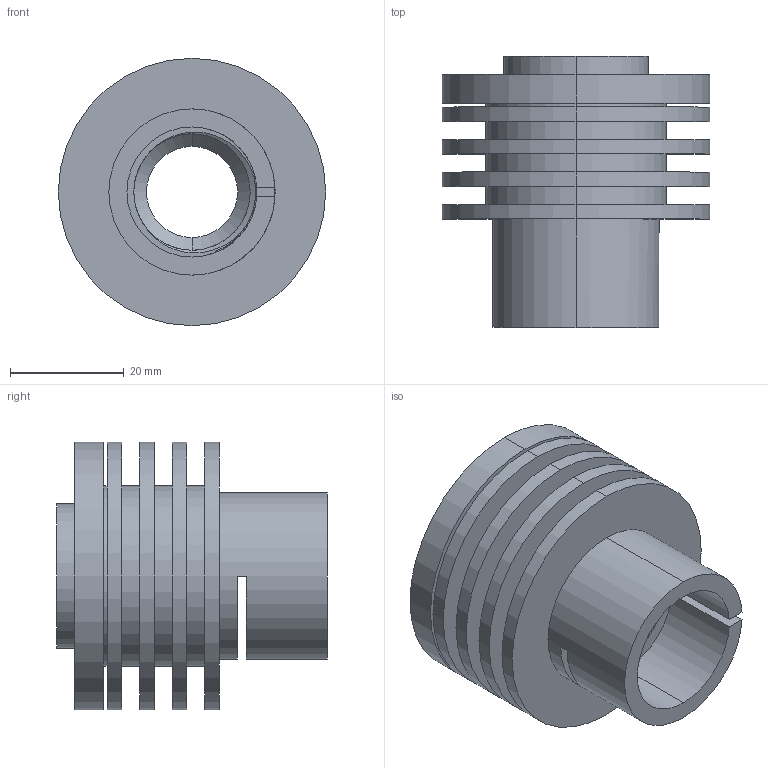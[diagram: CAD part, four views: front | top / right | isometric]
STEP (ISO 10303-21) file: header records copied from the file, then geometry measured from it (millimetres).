
FILE_DESCRIPTION (( 'STEP AP203' ), '1' );
FILE_NAME ('[12001] upper barrel_rev02.STEP', '2017-08-16T17:23:49', ( '' ), ( '' ), 'SwSTEP 2.0', 'SolidWorks 2016', '' );
FILE_SCHEMA (( 'CONFIG_CONTROL_DESIGN' ));
Length unit declared in the file: inch
Products named in the file (1): [12001] upper barrel_rev02
Bounding box: 46.99 x 47.62 x 46.99 mm (x, y, z)
Volume: 32441.1 mm3; surface area: 19673.4 mm2
Topology: 1 solids, 1 shells, 75 faces, 185 edges, 122 vertices
Faces by surface type: cylinder 51, plane 19, bspline 3, cone 2
Entity records: 4023 total; most frequent: CARTESIAN_POINT 2185, DIRECTION 372, ORIENTED_EDGE 370, EDGE_CURVE 185, AXIS2_PLACEMENT_3D 153, VERTEX_POINT 122, EDGE_LOOP 95, CIRCLE 80
